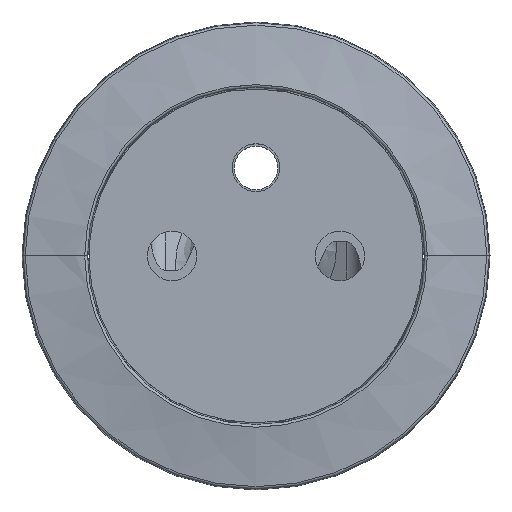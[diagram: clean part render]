
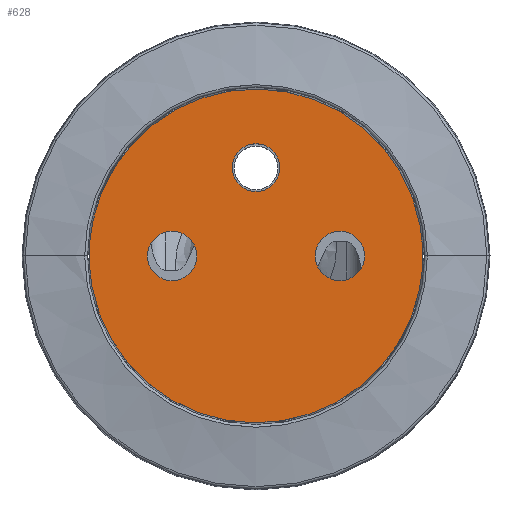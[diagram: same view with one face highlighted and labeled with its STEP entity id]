
A CAD part, top view. The second image highlights one B-rep face of the part: STEP entity #628.
In plain terms, the highlighted planar face has unit normal (0, 0, 1).
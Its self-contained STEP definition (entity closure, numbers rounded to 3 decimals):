
#276=AXIS2_PLACEMENT_3D('Circle Axis2P3D',#274,#275,$) ;
#528=AXIS2_PLACEMENT_3D('Circle Axis2P3D',#526,#527,$) ;
#535=AXIS2_PLACEMENT_3D('Circle Axis2P3D',#533,#534,$) ;
#542=AXIS2_PLACEMENT_3D('Circle Axis2P3D',#540,#541,$) ;
#566=AXIS2_PLACEMENT_3D('Plane Axis2P3D',#563,#564,#565) ;
#576=AXIS2_PLACEMENT_3D('Circle Axis2P3D',#574,#575,$) ;
#585=AXIS2_PLACEMENT_3D('Circle Axis2P3D',#583,#584,$) ;
#594=AXIS2_PLACEMENT_3D('Circle Axis2P3D',#592,#593,$) ;
#603=AXIS2_PLACEMENT_3D('Circle Axis2P3D',#601,#602,$) ;
#612=AXIS2_PLACEMENT_3D('Circle Axis2P3D',#610,#611,$) ;
#621=AXIS2_PLACEMENT_3D('Circle Axis2P3D',#619,#620,$) ;
#271=CARTESIAN_POINT('Vertex',(-18.582,-3.45,0.)) ;
#274=CARTESIAN_POINT('Axis2P3D Location',(0.,0.,0.)) ;
#278=CARTESIAN_POINT('Vertex',(-18.483,3.95,0.)) ;
#526=CARTESIAN_POINT('Axis2P3D Location',(0.,0.,0.)) ;
#530=CARTESIAN_POINT('Vertex',(18.582,3.45,0.)) ;
#533=CARTESIAN_POINT('Axis2P3D Location',(0.,0.,0.)) ;
#537=CARTESIAN_POINT('Vertex',(18.483,-3.95,0.)) ;
#540=CARTESIAN_POINT('Axis2P3D Location',(0.,0.,0.)) ;
#563=CARTESIAN_POINT('Axis2P3D Location',(0.,0.,0.)) ;
#574=CARTESIAN_POINT('Axis2P3D Location',(-9.5,0.,0.)) ;
#578=CARTESIAN_POINT('Vertex',(-6.7,0.,0.)) ;
#580=CARTESIAN_POINT('Vertex',(-12.3,0.,0.)) ;
#583=CARTESIAN_POINT('Axis2P3D Location',(-9.5,0.,0.)) ;
#592=CARTESIAN_POINT('Axis2P3D Location',(9.5,0.,0.)) ;
#596=CARTESIAN_POINT('Vertex',(12.3,0.,0.)) ;
#598=CARTESIAN_POINT('Vertex',(6.7,0.,0.)) ;
#601=CARTESIAN_POINT('Axis2P3D Location',(9.5,0.,0.)) ;
#610=CARTESIAN_POINT('Axis2P3D Location',(0.,10.,0.)) ;
#614=CARTESIAN_POINT('Vertex',(2.7,10.,0.)) ;
#616=CARTESIAN_POINT('Vertex',(-2.7,10.,0.)) ;
#619=CARTESIAN_POINT('Axis2P3D Location',(0.,10.,0.)) ;
#275=DIRECTION('Axis2P3D Direction',(0.,0.,-1.)) ;
#527=DIRECTION('Axis2P3D Direction',(0.,0.,-1.)) ;
#534=DIRECTION('Axis2P3D Direction',(0.,0.,-1.)) ;
#541=DIRECTION('Axis2P3D Direction',(0.,0.,-1.)) ;
#564=DIRECTION('Axis2P3D Direction',(0.,0.,-1.)) ;
#565=DIRECTION('Axis2P3D XDirection',(-1.,0.,0.)) ;
#575=DIRECTION('Axis2P3D Direction',(0.,0.,-1.)) ;
#584=DIRECTION('Axis2P3D Direction',(0.,0.,-1.)) ;
#593=DIRECTION('Axis2P3D Direction',(0.,0.,-1.)) ;
#602=DIRECTION('Axis2P3D Direction',(0.,0.,-1.)) ;
#611=DIRECTION('Axis2P3D Direction',(0.,0.,-1.)) ;
#620=DIRECTION('Axis2P3D Direction',(0.,0.,-1.)) ;
#569=ORIENTED_EDGE('',*,*,#544,.F.) ;
#570=ORIENTED_EDGE('',*,*,#539,.F.) ;
#571=ORIENTED_EDGE('',*,*,#532,.F.) ;
#572=ORIENTED_EDGE('',*,*,#280,.F.) ;
#589=ORIENTED_EDGE('',*,*,#582,.T.) ;
#590=ORIENTED_EDGE('',*,*,#587,.T.) ;
#607=ORIENTED_EDGE('',*,*,#600,.T.) ;
#608=ORIENTED_EDGE('',*,*,#605,.T.) ;
#625=ORIENTED_EDGE('',*,*,#618,.T.) ;
#626=ORIENTED_EDGE('',*,*,#623,.T.) ;
#591=FACE_BOUND('',#588,.T.) ;
#609=FACE_BOUND('',#606,.T.) ;
#627=FACE_BOUND('',#624,.T.) ;
#628=ADVANCED_FACE('GE00123_A.1\\piston',(#573,#591,#609,#627),#567,.F.) ;
#277=CIRCLE('generated circle',#276,18.9) ;
#529=CIRCLE('generated circle',#528,18.9) ;
#536=CIRCLE('generated circle',#535,18.9) ;
#543=CIRCLE('generated circle',#542,18.9) ;
#577=CIRCLE('generated circle',#576,2.8) ;
#586=CIRCLE('generated circle',#585,2.8) ;
#595=CIRCLE('generated circle',#594,2.8) ;
#604=CIRCLE('generated circle',#603,2.8) ;
#613=CIRCLE('generated circle',#612,2.7) ;
#622=CIRCLE('generated circle',#621,2.7) ;
#280=EDGE_CURVE('',#272,#279,#277,.T.) ;
#532=EDGE_CURVE('',#279,#531,#529,.T.) ;
#539=EDGE_CURVE('',#531,#538,#536,.T.) ;
#544=EDGE_CURVE('',#538,#272,#543,.T.) ;
#582=EDGE_CURVE('',#579,#581,#577,.T.) ;
#587=EDGE_CURVE('',#581,#579,#586,.T.) ;
#600=EDGE_CURVE('',#597,#599,#595,.T.) ;
#605=EDGE_CURVE('',#599,#597,#604,.T.) ;
#618=EDGE_CURVE('',#615,#617,#613,.T.) ;
#623=EDGE_CURVE('',#617,#615,#622,.T.) ;
#568=EDGE_LOOP('',(#569,#570,#571,#572)) ;
#588=EDGE_LOOP('',(#589,#590)) ;
#606=EDGE_LOOP('',(#607,#608)) ;
#624=EDGE_LOOP('',(#625,#626)) ;
#573=FACE_OUTER_BOUND('',#568,.T.) ;
#567=PLANE('',#566) ;
#272=VERTEX_POINT('',#271) ;
#279=VERTEX_POINT('',#278) ;
#531=VERTEX_POINT('',#530) ;
#538=VERTEX_POINT('',#537) ;
#579=VERTEX_POINT('',#578) ;
#581=VERTEX_POINT('',#580) ;
#597=VERTEX_POINT('',#596) ;
#599=VERTEX_POINT('',#598) ;
#615=VERTEX_POINT('',#614) ;
#617=VERTEX_POINT('',#616) ;
